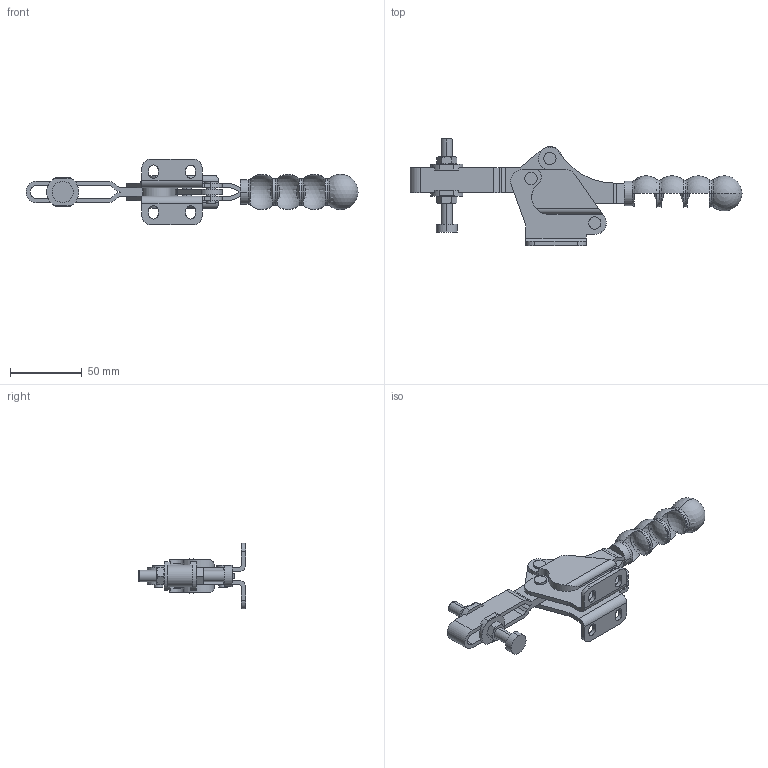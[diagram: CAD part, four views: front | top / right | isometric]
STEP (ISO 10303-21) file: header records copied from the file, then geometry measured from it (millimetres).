
FILE_DESCRIPTION( ( '' ), '1' );
FILE_NAME( 'h250_2b_2_03.stp', '2006-11-29T10:30:20', ( '' ), ( '' ), ' ', ' ', ' ' );
FILE_SCHEMA( ( 'CONFIG_CONTROL_DESIGN' ) );
Length unit declared in the file: millimetre
Products named in the file (8): 1; 2; 3; 4; 5; 6; 7; 8
Bounding box: 231.9 x 75 x 46 mm (x, y, z)
Volume: 58383 mm3; surface area: 45487.5 mm2
Topology: 8 solids, 8 shells, 291 faces, 771 edges, 493 vertices
Faces by surface type: cylinder 123, plane 112, cone 34, torus 14, sphere 8
Entity records: 9507 total; most frequent: CARTESIAN_POINT 1837, DIRECTION 1619, ORIENTED_EDGE 1510, EDGE_CURVE 755, AXIS2_PLACEMENT_3D 635, VERTEX_POINT 493, LINE 349, VECTOR 349
